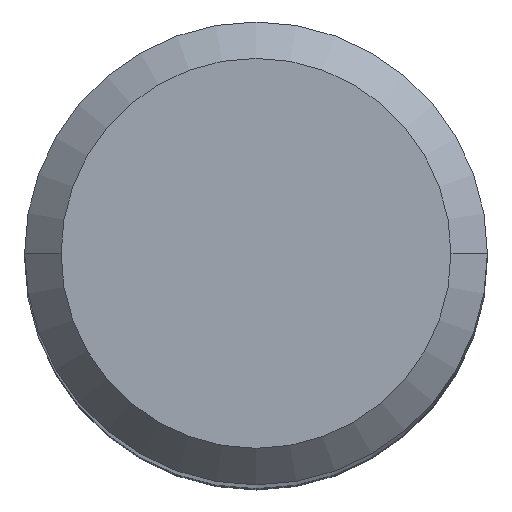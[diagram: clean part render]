
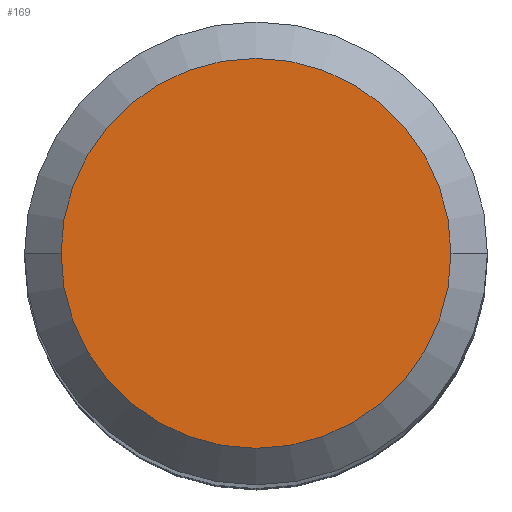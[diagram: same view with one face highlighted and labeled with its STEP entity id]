
A CAD part, top view. The second image highlights one B-rep face of the part: STEP entity #169.
In plain terms, the highlighted planar face has unit normal (0, 0, 1).
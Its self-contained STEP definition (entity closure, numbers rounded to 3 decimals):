
#123=FACE_OUTER_BOUND('',#227,.T.);
#169=ADVANCED_FACE('',(#123),#177,.F.);
#177=PLANE('',#1013);
#227=EDGE_LOOP('',(#428,#429));
#428=ORIENTED_EDGE('',*,*,#601,.T.);
#429=ORIENTED_EDGE('',*,*,#604,.T.);
#500=VERTEX_POINT('',#1618);
#501=VERTEX_POINT('',#1619);
#601=EDGE_CURVE('',#500,#501,#695,.T.);
#604=EDGE_CURVE('',#501,#500,#696,.T.);
#695=CIRCLE('',#1009,5.35);
#696=CIRCLE('',#1011,5.35);
#1009=AXIS2_PLACEMENT_3D('',#1617,#1317,#1318);
#1011=AXIS2_PLACEMENT_3D('',#1623,#1323,#1324);
#1013=AXIS2_PLACEMENT_3D('',#1625,#1327,#1328);
#1317=DIRECTION('',(0.,0.,1.));
#1318=DIRECTION('',(-1.,0.,0.));
#1323=DIRECTION('',(0.,0.,1.));
#1324=DIRECTION('',(1.,0.,0.));
#1327=DIRECTION('',(0.,0.,-1.));
#1328=DIRECTION('',(1.,0.,0.));
#1617=CARTESIAN_POINT('',(0.,0.,0.));
#1618=CARTESIAN_POINT('',(-5.35,0.,0.));
#1619=CARTESIAN_POINT('',(5.35,0.,0.));
#1623=CARTESIAN_POINT('',(0.,0.,0.));
#1625=CARTESIAN_POINT('',(0.,0.,0.));
